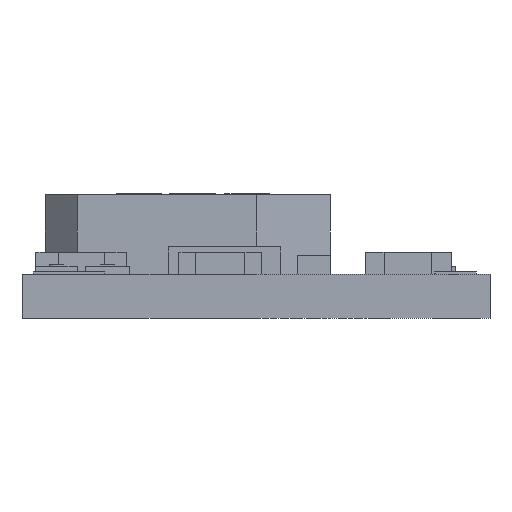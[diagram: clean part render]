
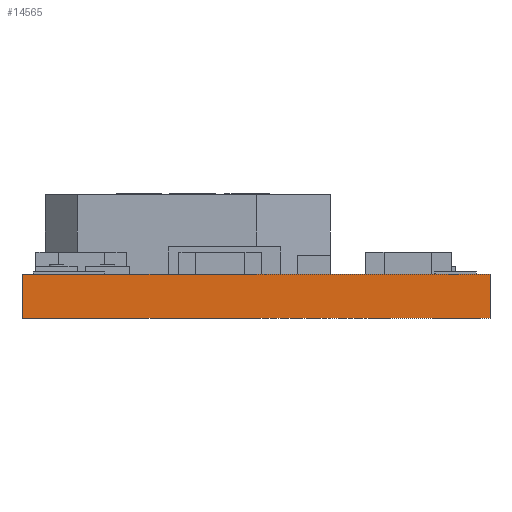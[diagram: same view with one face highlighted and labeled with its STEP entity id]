
A CAD part, front view. The second image highlights one B-rep face of the part: STEP entity #14565.
In plain terms, the highlighted planar face has unit normal (0, -1, 0).
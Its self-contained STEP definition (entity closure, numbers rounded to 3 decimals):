
#1575=PLANE('',#15548);
#1981=FACE_OUTER_BOUND('',#2847,.T.);
#2847=EDGE_LOOP('',(#10151,#10152,#10153,#10154));
#3793=LINE('',#18292,#5057);
#3794=LINE('',#18295,#5058);
#3795=LINE('',#18297,#5059);
#3796=LINE('',#18298,#5060);
#5057=VECTOR('',#16107,10.);
#5058=VECTOR('',#16110,10.);
#5059=VECTOR('',#16111,10.);
#5060=VECTOR('',#16112,10.);
#6395=VERTEX_POINT('',#18285);
#6398=VERTEX_POINT('',#18290);
#6399=VERTEX_POINT('',#18294);
#6400=VERTEX_POINT('',#18296);
#7903=EDGE_CURVE('',#6395,#6398,#3793,.T.);
#7904=EDGE_CURVE('',#6399,#6395,#3794,.T.);
#7905=EDGE_CURVE('',#6400,#6398,#3795,.T.);
#7906=EDGE_CURVE('',#6399,#6400,#3796,.T.);
#10151=ORIENTED_EDGE('',*,*,#7904,.T.);
#10152=ORIENTED_EDGE('',*,*,#7903,.T.);
#10153=ORIENTED_EDGE('',*,*,#7905,.F.);
#10154=ORIENTED_EDGE('',*,*,#7906,.F.);
#14565=ADVANCED_FACE('',(#1981),#1575,.T.);
#15548=AXIS2_PLACEMENT_3D('',#18293,#16108,#16109);
#16107=DIRECTION('',(0.,0.,-1.));
#16108=DIRECTION('center_axis',(0.,-1.,0.));
#16109=DIRECTION('ref_axis',(-1.,0.,0.));
#16110=DIRECTION('',(-1.,0.,0.));
#16111=DIRECTION('',(-1.,0.,0.));
#16112=DIRECTION('',(0.,0.,-1.));
#18285=CARTESIAN_POINT('',(-8.5,-12.5,0.));
#18290=CARTESIAN_POINT('',(-8.5,-12.5,-1.6));
#18292=CARTESIAN_POINT('',(-8.5,-12.5,0.));
#18293=CARTESIAN_POINT('Origin',(8.5,-12.5,0.));
#18294=CARTESIAN_POINT('',(8.5,-12.5,0.));
#18295=CARTESIAN_POINT('',(8.5,-12.5,0.));
#18296=CARTESIAN_POINT('',(8.5,-12.5,-1.6));
#18297=CARTESIAN_POINT('',(8.5,-12.5,-1.6));
#18298=CARTESIAN_POINT('',(8.5,-12.5,0.));
